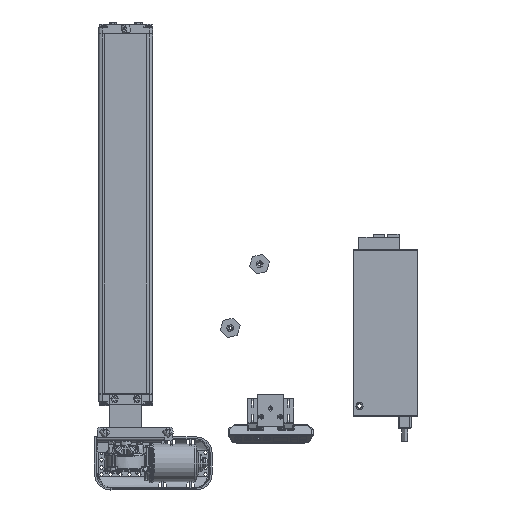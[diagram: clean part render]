
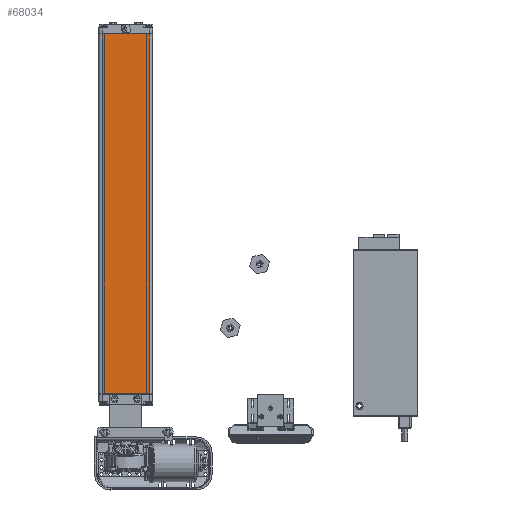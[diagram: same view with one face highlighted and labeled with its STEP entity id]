
A CAD part, top view. The second image highlights one B-rep face of the part: STEP entity #68034.
In plain terms, the highlighted planar face has unit normal (0, 0, 1).
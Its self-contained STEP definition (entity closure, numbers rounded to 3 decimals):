
#12950=FACE_OUTER_BOUND('',#16928,.T.);
#16928=EDGE_LOOP('',(#46559,#46560,#46561,#46562));
#21302=LINE('',#99405,#25310);
#21303=LINE('',#99409,#25311);
#21304=LINE('',#99414,#25312);
#21305=LINE('',#99418,#25313);
#25310=VECTOR('',#80561,569.5);
#25311=VECTOR('',#80566,569.5);
#25312=VECTOR('',#80575,75.);
#25313=VECTOR('',#80582,75.);
#29336=VERTEX_POINT('',#99394);
#29337=VERTEX_POINT('',#99400);
#29338=VERTEX_POINT('',#99404);
#29339=VERTEX_POINT('',#99408);
#36001=EDGE_CURVE('',#29336,#29338,#21302,.T.);
#36003=EDGE_CURVE('',#29337,#29339,#21303,.F.);
#36006=EDGE_CURVE('',#29339,#29336,#21304,.F.);
#36008=EDGE_CURVE('',#29338,#29337,#21305,.T.);
#46559=ORIENTED_EDGE('',*,*,#36003,.F.);
#46560=ORIENTED_EDGE('',*,*,#36008,.F.);
#46561=ORIENTED_EDGE('',*,*,#36001,.F.);
#46562=ORIENTED_EDGE('',*,*,#36006,.F.);
#66918=PLANE('',#72882);
#68034=ADVANCED_FACE('',(#12950),#66918,.T.);
#72882=AXIS2_PLACEMENT_3D('',#99419,#80583,#80584);
#80561=DIRECTION('',(0.,-1.,0.));
#80566=DIRECTION('',(0.,-1.,0.));
#80575=DIRECTION('',(-1.,0.,0.));
#80582=DIRECTION('',(-1.,0.,0.));
#80583=DIRECTION('center_axis',(0.,0.,1.));
#80584=DIRECTION('ref_axis',(1.,0.,0.));
#99394=CARTESIAN_POINT('',(37.5,570.,17.5));
#99400=CARTESIAN_POINT('',(-37.5,0.5,17.5));
#99404=CARTESIAN_POINT('',(37.5,0.5,17.5));
#99405=CARTESIAN_POINT('',(37.5,570.,17.5));
#99408=CARTESIAN_POINT('',(-37.5,570.,17.5));
#99409=CARTESIAN_POINT('',(-37.5,570.,17.5));
#99414=CARTESIAN_POINT('',(37.5,570.,17.5));
#99418=CARTESIAN_POINT('',(37.5,0.5,17.5));
#99419=CARTESIAN_POINT('Origin',(42.5,570.5,17.5));
